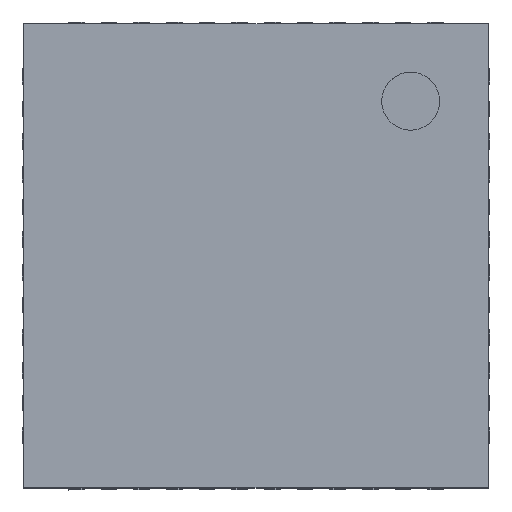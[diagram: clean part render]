
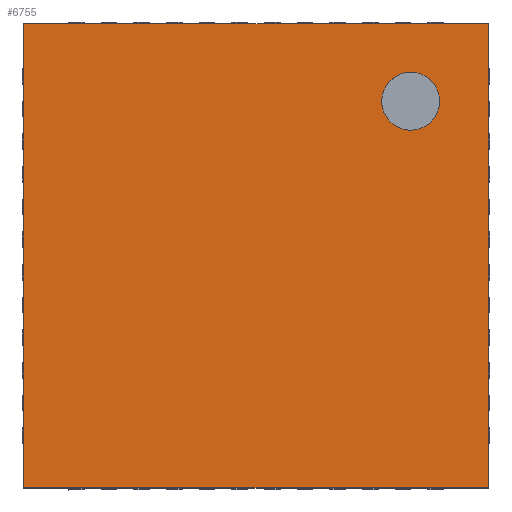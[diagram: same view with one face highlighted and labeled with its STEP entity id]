
A CAD part, top view. The second image highlights one B-rep face of the part: STEP entity #6755.
In plain terms, the highlighted planar face has unit normal (0, 0, 1).
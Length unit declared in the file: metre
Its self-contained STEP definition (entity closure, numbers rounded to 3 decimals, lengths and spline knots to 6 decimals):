
#11=CIRCLE('',#7803,0.000444);
#1815=ORIENTED_EDGE('',*,*,#2750,.F.);
#1816=ORIENTED_EDGE('',*,*,#2755,.T.);
#1817=ORIENTED_EDGE('',*,*,#2757,.T.);
#1818=ORIENTED_EDGE('',*,*,#2758,.F.);
#1819=ORIENTED_EDGE('',*,*,#2759,.F.);
#2750=EDGE_CURVE('',#3362,#3363,#4239,.T.);
#2755=EDGE_CURVE('',#3362,#3367,#4244,.T.);
#2757=EDGE_CURVE('',#3367,#3368,#4246,.T.);
#2758=EDGE_CURVE('',#3363,#3368,#4247,.T.);
#2759=EDGE_CURVE('',#3369,#3369,#11,.T.);
#3362=VERTEX_POINT('',#11451);
#3363=VERTEX_POINT('',#11452);
#3367=VERTEX_POINT('',#11461);
#3368=VERTEX_POINT('',#11466);
#3369=VERTEX_POINT('',#11469);
#4239=LINE('',#11450,#5130);
#4244=LINE('',#11462,#5135);
#4246=LINE('',#11465,#5137);
#4247=LINE('',#11467,#5138);
#5130=VECTOR('',#9519,1.);
#5135=VECTOR('',#9526,1.);
#5137=VECTOR('',#9530,1.);
#5138=VECTOR('',#9531,1.);
#5555=EDGE_LOOP('',(#1815,#1816,#1817,#1818));
#5556=EDGE_LOOP('',(#1819));
#5956=FACE_BOUND('',#5555,.T.);
#5957=FACE_BOUND('',#5556,.T.);
#6357=PLANE('',#7802);
#6755=ADVANCED_FACE('',(#5956,#5957),#6357,.T.);
#7802=AXIS2_PLACEMENT_3D('',#11464,#9528,#9529);
#7803=AXIS2_PLACEMENT_3D('',#11468,#9532,#9533);
#9519=DIRECTION('',(1.,0.,0.));
#9526=DIRECTION('',(0.,-1.,0.));
#9528=DIRECTION('',(0.,0.,1.));
#9529=DIRECTION('',(0.,-1.,0.));
#9530=DIRECTION('',(1.,0.,0.));
#9531=DIRECTION('',(0.,-1.,0.));
#9532=DIRECTION('',(0.,0.,1.));
#9533=DIRECTION('',(0.,-1.,0.));
#11450=CARTESIAN_POINT('',(-0.00355,0.00355,0.001));
#11451=CARTESIAN_POINT('',(-0.00355,0.00355,0.001));
#11452=CARTESIAN_POINT('',(0.00355,0.00355,0.001));
#11461=CARTESIAN_POINT('',(-0.00355,-0.00355,0.001));
#11462=CARTESIAN_POINT('',(-0.00355,0.00355,0.001));
#11464=CARTESIAN_POINT('',(-0.00355,0.00355,0.001));
#11465=CARTESIAN_POINT('',(-0.00355,-0.00355,0.001));
#11466=CARTESIAN_POINT('',(0.00355,-0.00355,0.001));
#11467=CARTESIAN_POINT('',(0.00355,0.00355,0.001));
#11468=CARTESIAN_POINT('',(0.002367,0.002367,0.001));
#11469=CARTESIAN_POINT('',(0.002367,0.001923,0.001));
